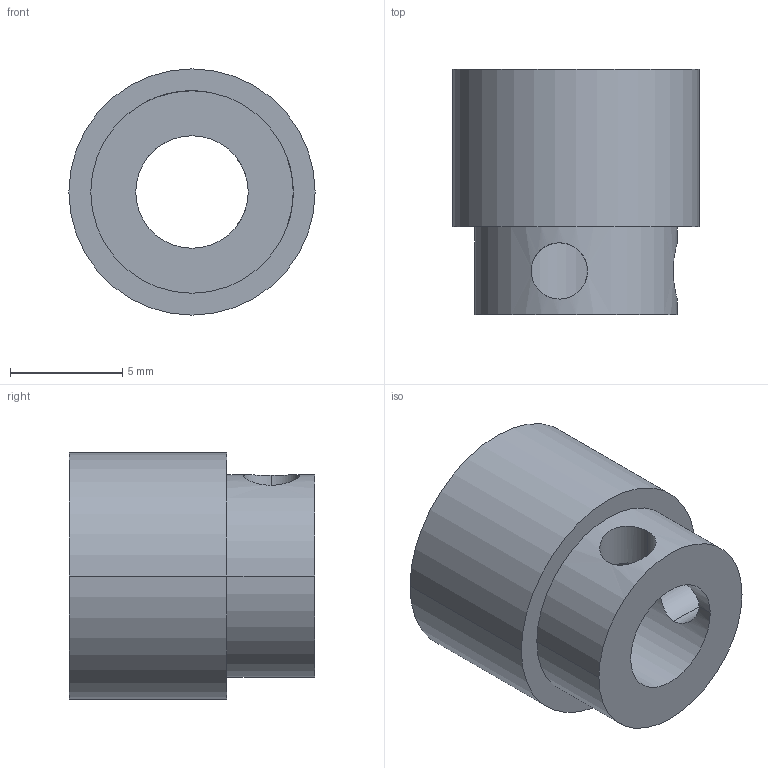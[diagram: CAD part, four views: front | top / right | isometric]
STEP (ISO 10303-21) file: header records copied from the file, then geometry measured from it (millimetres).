
FILE_DESCRIPTION (( 'STEP AP214' ), '1' );
FILE_NAME ('E gear.step', '2018-06-21T12:57:50', ( 'User' ), ( 'china' ), 'SwSTEP 2.0', 'SolidWorks 2016', '' );
FILE_SCHEMA (( 'AUTOMOTIVE_DESIGN' ));
Length unit declared in the file: millimetre
Products named in the file (1): E gear
Bounding box: 10.95 x 10.9 x 10.95 mm (x, y, z)
Volume: 673 mm3; surface area: 684.1 mm2
Topology: 1 solids, 1 shells, 15 faces, 40 edges, 26 vertices
Faces by surface type: cylinder 12, plane 3
Entity records: 670 total; most frequent: CARTESIAN_POINT 258, ORIENTED_EDGE 80, DIRECTION 74, EDGE_CURVE 40, AXIS2_PLACEMENT_3D 30, VERTEX_POINT 26, EDGE_LOOP 20, FACE_OUTER_BOUND 15
